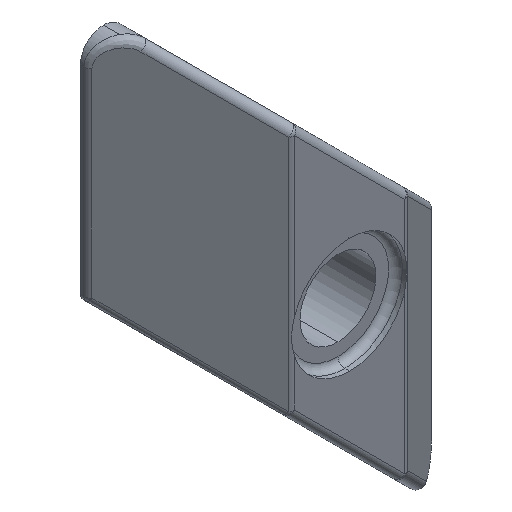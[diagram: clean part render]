
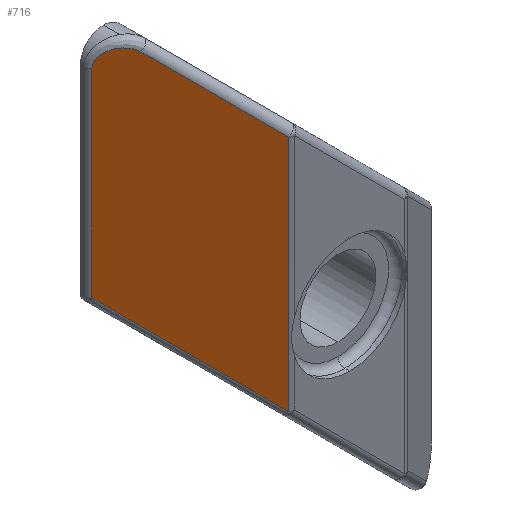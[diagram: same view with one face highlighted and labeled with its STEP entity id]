
A CAD part, isometric view. The second image highlights one B-rep face of the part: STEP entity #716.
In plain terms, the highlighted planar face has unit normal (-0.616, -0.788, 0).
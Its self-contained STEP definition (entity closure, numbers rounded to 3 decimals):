
#8 = VERTEX_POINT ( 'NONE', #228 ) ;
#11 = DIRECTION ( 'NONE',  ( -0.788, 0.616, 0. ) ) ;
#65 = LINE ( 'NONE', #253, #1296 ) ;
#68 = CARTESIAN_POINT ( 'NONE',  ( -12.416, 1.747, 7.07 ) ) ;
#127 = LINE ( 'NONE', #730, #1044 ) ;
#148 = AXIS2_PLACEMENT_3D ( 'NONE', #239, #715, #11 ) ;
#149 = ORIENTED_EDGE ( 'NONE', *, *, #276, .T. ) ;
#168 = LINE ( 'NONE', #1139, #1417 ) ;
#228 = CARTESIAN_POINT ( 'NONE',  ( -2.581, -5.936, -2.765 ) ) ;
#239 = CARTESIAN_POINT ( 'NONE',  ( -7.492, -2.1, 15. ) ) ;
#253 = CARTESIAN_POINT ( 'NONE',  ( -8.461, -1.342, 13.439 ) ) ;
#264 = DIRECTION ( 'NONE',  ( 0., 0., -1. ) ) ;
#276 = EDGE_CURVE ( 'NONE', #597, #279, #366, .T. ) ;
#279 = VERTEX_POINT ( 'NONE', #1133 ) ;
#338 = EDGE_CURVE ( 'NONE', #8, #1457, #168, .T. ) ;
#352 = ORIENTED_EDGE ( 'NONE', *, *, #1387, .T. ) ;
#358 = ORIENTED_EDGE ( 'NONE', *, *, #1513, .T. ) ;
#366 =( BOUNDED_CURVE ( )  B_SPLINE_CURVE ( 3, ( #656, #650, #540, #1504 ),
 .UNSPECIFIED., .F., .T. ) 
 B_SPLINE_CURVE_WITH_KNOTS ( ( 4, 4 ),
 ( 3.927, 6.283 ),
 .UNSPECIFIED. ) 
 CURVE ( )  GEOMETRIC_REPRESENTATION_ITEM ( )  RATIONAL_B_SPLINE_CURVE ( ( 1., 0.588, 0.588, 1. ) ) 
 REPRESENTATION_ITEM ( '' )  );
#422 = ORIENTED_EDGE ( 'NONE', *, *, #726, .T. ) ;
#540 = CARTESIAN_POINT ( 'NONE',  ( -7.376, -2.19, 11.396 ) ) ;
#543 = VECTOR ( 'NONE', #1135, 1000. ) ;
#551 = DIRECTION ( 'NONE',  ( 0., 0., 1. ) ) ;
#597 = VERTEX_POINT ( 'NONE', #1143 ) ;
#604 = PLANE ( 'NONE',  #148 ) ;
#650 = CARTESIAN_POINT ( 'NONE',  ( -6.7, -2.719, 11.677 ) ) ;
#656 = CARTESIAN_POINT ( 'NONE',  ( -6.181, -3.124, 11.159 ) ) ;
#715 = DIRECTION ( 'NONE',  ( 0.616, 0.788, 0. ) ) ;
#716 = ADVANCED_FACE ( 'NONE', ( #1456 ), #604, .F. ) ;
#726 = EDGE_CURVE ( 'NONE', #1457, #597, #65, .T. ) ;
#730 = CARTESIAN_POINT ( 'NONE',  ( -7.376, -2.19, 15. ) ) ;
#839 = LINE ( 'NONE', #68, #543 ) ;
#868 = CARTESIAN_POINT ( 'NONE',  ( -2.581, -5.936, 7.559 ) ) ;
#1044 = VECTOR ( 'NONE', #264, 1000. ) ;
#1090 = DIRECTION ( 'NONE',  ( -0.619, 0.484, 0.619 ) ) ;
#1133 = CARTESIAN_POINT ( 'NONE',  ( -7.376, -2.19, 10.664 ) ) ;
#1135 = DIRECTION ( 'NONE',  ( 0.619, -0.484, -0.619 ) ) ;
#1139 = CARTESIAN_POINT ( 'NONE',  ( -2.581, -5.936, 15. ) ) ;
#1143 = CARTESIAN_POINT ( 'NONE',  ( -6.181, -3.124, 11.159 ) ) ;
#1168 = CARTESIAN_POINT ( 'NONE',  ( -7.376, -2.19, 2.03 ) ) ;
#1238 = ORIENTED_EDGE ( 'NONE', *, *, #338, .T. ) ;
#1296 = VECTOR ( 'NONE', #1090, 1000. ) ;
#1328 = VERTEX_POINT ( 'NONE', #1168 ) ;
#1387 = EDGE_CURVE ( 'NONE', #279, #1328, #127, .T. ) ;
#1417 = VECTOR ( 'NONE', #551, 1000. ) ;
#1456 = FACE_OUTER_BOUND ( 'NONE', #1486, .T. ) ;
#1457 = VERTEX_POINT ( 'NONE', #868 ) ;
#1486 = EDGE_LOOP ( 'NONE', ( #149, #352, #358, #1238, #422 ) ) ;
#1504 = CARTESIAN_POINT ( 'NONE',  ( -7.376, -2.19, 10.664 ) ) ;
#1513 = EDGE_CURVE ( 'NONE', #1328, #8, #839, .T. ) ;
